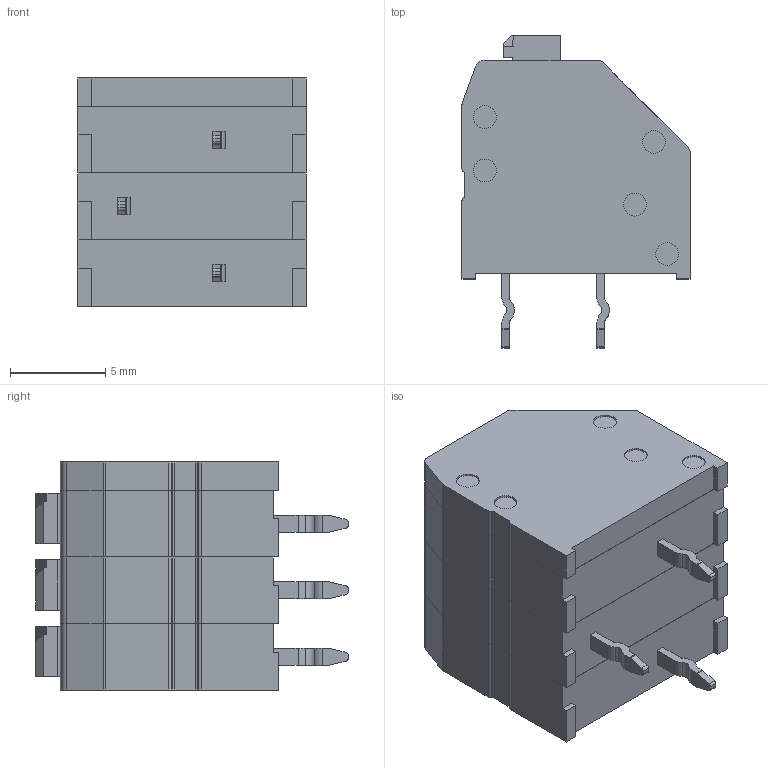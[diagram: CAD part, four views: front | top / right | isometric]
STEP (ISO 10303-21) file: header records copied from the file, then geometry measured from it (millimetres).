
FILE_DESCRIPTION (( 'STEP AP214' ), '1' );
FILE_NAME ('Same_Sky_TBL002B-350-3GR-2OR.step', '2025-05-27T21:16:06', ( '' ), ( '' ), 'SwSTEP 2.0', 'SolidWorks 2025', '' );
FILE_SCHEMA (( 'AUTOMOTIVE_DESIGN' ));
Length unit declared in the file: inch
Products named in the file (1): Same_Sky_TBL002B-350-3GR-2OR
Bounding box: 12 x 16.45 x 12 mm (x, y, z)
Volume: 1339.2 mm3; surface area: 2023.8 mm2
Topology: 7 solids, 7 shells, 409 faces, 1062 edges, 700 vertices
Faces by surface type: plane 235, cylinder 144, cone 30
Entity records: 12632 total; most frequent: CARTESIAN_POINT 2244, DIRECTION 2173, ORIENTED_EDGE 2124, EDGE_CURVE 1062, AXIS2_PLACEMENT_3D 725, LINE 723, VECTOR 723, VERTEX_POINT 700
